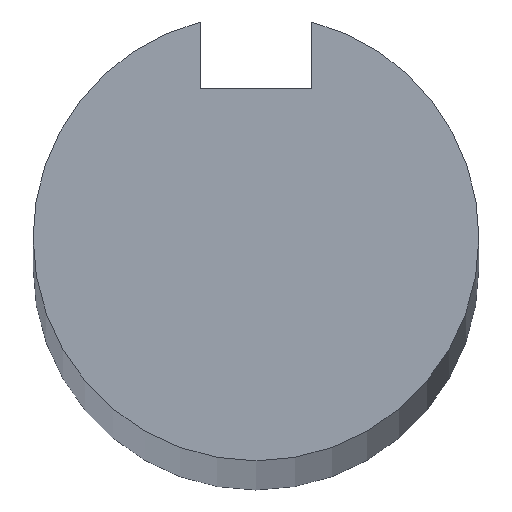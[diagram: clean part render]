
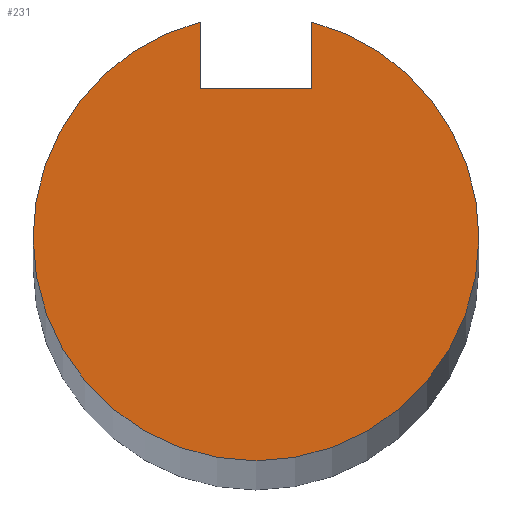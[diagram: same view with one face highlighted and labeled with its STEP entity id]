
A CAD part, top view. The second image highlights one B-rep face of the part: STEP entity #231.
In plain terms, the highlighted planar face has unit normal (0, 0, 1).
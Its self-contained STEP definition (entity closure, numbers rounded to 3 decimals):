
#4 = EDGE_CURVE ( 'NONE', #38, #46, #243, .T. ) ;
#13 = CIRCLE ( 'NONE', #284, 4. ) ;
#25 = LINE ( 'NONE', #178, #210 ) ;
#35 = CIRCLE ( 'NONE', #296, 4. ) ;
#38 = VERTEX_POINT ( 'NONE', #201 ) ;
#46 = VERTEX_POINT ( 'NONE', #78 ) ;
#54 = DIRECTION ( 'NONE',  ( 0., 0., 1. ) ) ;
#65 = ORIENTED_EDGE ( 'NONE', *, *, #73, .T. ) ;
#73 = EDGE_CURVE ( 'NONE', #270, #106, #25, .T. ) ;
#74 = DIRECTION ( 'NONE',  ( 1., 0., 0. ) ) ;
#78 = CARTESIAN_POINT ( 'NONE',  ( 1., 2.673, 150. ) ) ;
#79 = CARTESIAN_POINT ( 'NONE',  ( -1., 3.873, 150. ) ) ;
#89 = EDGE_CURVE ( 'NONE', #106, #247, #13, .T. ) ;
#92 = DIRECTION ( 'NONE',  ( 0., 0., 1. ) ) ;
#95 = CARTESIAN_POINT ( 'NONE',  ( -1., 2.673, 150. ) ) ;
#103 = CARTESIAN_POINT ( 'NONE',  ( 1., 2.673, 150. ) ) ;
#106 = VERTEX_POINT ( 'NONE', #79 ) ;
#112 = CARTESIAN_POINT ( 'NONE',  ( -4., 0., 150. ) ) ;
#113 = ORIENTED_EDGE ( 'NONE', *, *, #4, .T. ) ;
#118 = LINE ( 'NONE', #103, #129 ) ;
#123 = EDGE_LOOP ( 'NONE', ( #264, #138, #286, #113, #279, #65 ) ) ;
#124 = DIRECTION ( 'NONE',  ( 0., -1., 0. ) ) ;
#125 = EDGE_CURVE ( 'NONE', #46, #270, #118, .T. ) ;
#129 = VECTOR ( 'NONE', #213, 1000. ) ;
#136 = DIRECTION ( 'NONE',  ( 1., 0., 0. ) ) ;
#138 = ORIENTED_EDGE ( 'NONE', *, *, #278, .T. ) ;
#150 = CARTESIAN_POINT ( 'NONE',  ( 0., 0., 150. ) ) ;
#158 = CARTESIAN_POINT ( 'NONE',  ( 4., 0., 150. ) ) ;
#160 = PLANE ( 'NONE',  #272 ) ;
#163 = CIRCLE ( 'NONE', #222, 4. ) ;
#168 = VECTOR ( 'NONE', #124, 1000. ) ;
#175 = DIRECTION ( 'NONE',  ( 1., 0., 0. ) ) ;
#178 = CARTESIAN_POINT ( 'NONE',  ( -1., 2.673, 150. ) ) ;
#191 = CARTESIAN_POINT ( 'NONE',  ( 0., 0., 150. ) ) ;
#192 = DIRECTION ( 'NONE',  ( 0., 0., 1. ) ) ;
#201 = CARTESIAN_POINT ( 'NONE',  ( 1., 3.873, 150. ) ) ;
#208 = CARTESIAN_POINT ( 'NONE',  ( 1., 2.673, 150. ) ) ;
#210 = VECTOR ( 'NONE', #257, 1000. ) ;
#213 = DIRECTION ( 'NONE',  ( -1., 0., 0. ) ) ;
#222 = AXIS2_PLACEMENT_3D ( 'NONE', #288, #192, #74 ) ;
#223 = VERTEX_POINT ( 'NONE', #158 ) ;
#231 = ADVANCED_FACE ( 'NONE', ( #291 ), #160, .T. ) ;
#243 = LINE ( 'NONE', #208, #168 ) ;
#244 = CARTESIAN_POINT ( 'NONE',  ( 0., 0., 150. ) ) ;
#247 = VERTEX_POINT ( 'NONE', #112 ) ;
#257 = DIRECTION ( 'NONE',  ( 0., 1., 0. ) ) ;
#261 = EDGE_CURVE ( 'NONE', #223, #38, #163, .T. ) ;
#264 = ORIENTED_EDGE ( 'NONE', *, *, #89, .T. ) ;
#270 = VERTEX_POINT ( 'NONE', #95 ) ;
#272 = AXIS2_PLACEMENT_3D ( 'NONE', #244, #302, #136 ) ;
#278 = EDGE_CURVE ( 'NONE', #247, #223, #35, .T. ) ;
#279 = ORIENTED_EDGE ( 'NONE', *, *, #125, .T. ) ;
#284 = AXIS2_PLACEMENT_3D ( 'NONE', #150, #54, #175 ) ;
#286 = ORIENTED_EDGE ( 'NONE', *, *, #261, .T. ) ;
#288 = CARTESIAN_POINT ( 'NONE',  ( 0., 0., 150. ) ) ;
#291 = FACE_OUTER_BOUND ( 'NONE', #123, .T. ) ;
#296 = AXIS2_PLACEMENT_3D ( 'NONE', #191, #92, #306 ) ;
#302 = DIRECTION ( 'NONE',  ( 0., 0., 1. ) ) ;
#306 = DIRECTION ( 'NONE',  ( 1., 0., 0. ) ) ;
